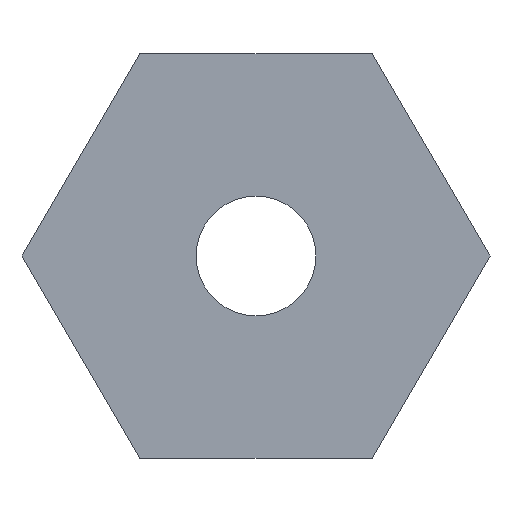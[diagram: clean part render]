
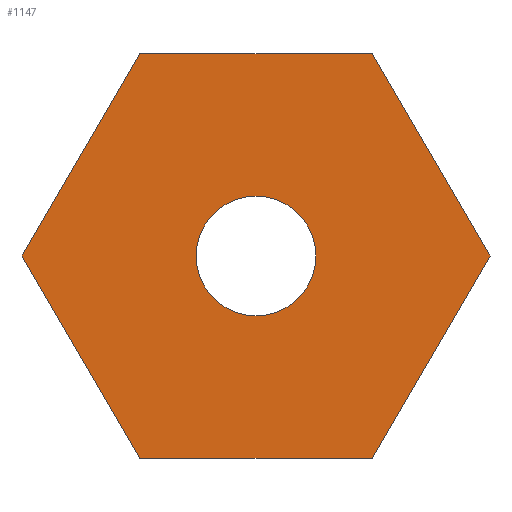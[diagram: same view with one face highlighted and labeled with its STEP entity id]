
A CAD part, front view. The second image highlights one B-rep face of the part: STEP entity #1147.
In plain terms, the highlighted planar face has unit normal (0, -1, 0).
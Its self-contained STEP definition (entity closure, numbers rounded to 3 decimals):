
#31 = DIRECTION ( 'NONE',  ( 0.504, 0., 0.864 ) ) ;
#39 = ORIENTED_EDGE ( 'NONE', *, *, #1729, .F. ) ;
#56 = AXIS2_PLACEMENT_3D ( 'NONE', #1180, #1872, #319 ) ;
#58 = AXIS2_PLACEMENT_3D ( 'NONE', #396, #583, #2093 ) ;
#71 = VERTEX_POINT ( 'NONE', #1939 ) ;
#118 = CIRCLE ( 'NONE', #1567, 4. ) ;
#134 = ORIENTED_EDGE ( 'NONE', *, *, #2147, .F. ) ;
#216 = EDGE_CURVE ( 'NONE', #1961, #370, #395, .T. ) ;
#246 = CARTESIAN_POINT ( 'NONE',  ( -7.75, 0., -13.5 ) ) ;
#286 = DIRECTION ( 'NONE',  ( 0.504, 0., -0.864 ) ) ;
#306 = EDGE_CURVE ( 'NONE', #1925, #71, #118, .T. ) ;
#313 = ORIENTED_EDGE ( 'NONE', *, *, #1234, .F. ) ;
#315 = CARTESIAN_POINT ( 'NONE',  ( 7.75, 0., 13.5 ) ) ;
#319 = DIRECTION ( 'NONE',  ( 0., 0., -1. ) ) ;
#370 = VERTEX_POINT ( 'NONE', #1054 ) ;
#395 = LINE ( 'NONE', #246, #1097 ) ;
#396 = CARTESIAN_POINT ( 'NONE',  ( 0., 0., 0. ) ) ;
#415 = VECTOR ( 'NONE', #31, 1000. ) ;
#418 = CIRCLE ( 'NONE', #58, 4. ) ;
#443 = CARTESIAN_POINT ( 'NONE',  ( 7.75, 0., -13.5 ) ) ;
#519 = CARTESIAN_POINT ( 'NONE',  ( 15.633, 0., 0. ) ) ;
#583 = DIRECTION ( 'NONE',  ( 0., -1., 0. ) ) ;
#596 = EDGE_CURVE ( 'NONE', #1263, #1961, #1339, .T. ) ;
#648 = DIRECTION ( 'NONE',  ( 1., 0., 0. ) ) ;
#651 = VERTEX_POINT ( 'NONE', #315 ) ;
#655 = LINE ( 'NONE', #1804, #1173 ) ;
#657 = CARTESIAN_POINT ( 'NONE',  ( 15.633, 0., 0. ) ) ;
#668 = PLANE ( 'NONE',  #56 ) ;
#682 = FACE_OUTER_BOUND ( 'NONE', #2083, .T. ) ;
#752 = DIRECTION ( 'NONE',  ( -1., 0., 0. ) ) ;
#800 = CARTESIAN_POINT ( 'NONE',  ( 7.75, 0., 13.5 ) ) ;
#810 = LINE ( 'NONE', #800, #1135 ) ;
#884 = VECTOR ( 'NONE', #1030, 1000. ) ;
#1011 = EDGE_CURVE ( 'NONE', #651, #1263, #1661, .T. ) ;
#1030 = DIRECTION ( 'NONE',  ( -0.504, 0., -0.864 ) ) ;
#1046 = ORIENTED_EDGE ( 'NONE', *, *, #1011, .F. ) ;
#1054 = CARTESIAN_POINT ( 'NONE',  ( -7.75, 0., -13.5 ) ) ;
#1067 = EDGE_CURVE ( 'NONE', #2067, #651, #810, .T. ) ;
#1097 = VECTOR ( 'NONE', #752, 1000. ) ;
#1135 = VECTOR ( 'NONE', #648, 1000. ) ;
#1147 = ADVANCED_FACE ( 'NONE', ( #2208, #682 ), #668, .T. ) ;
#1171 = VECTOR ( 'NONE', #286, 1000. ) ;
#1173 = VECTOR ( 'NONE', #1448, 1000. ) ;
#1180 = CARTESIAN_POINT ( 'NONE',  ( 0., 0., 0. ) ) ;
#1196 = ORIENTED_EDGE ( 'NONE', *, *, #216, .F. ) ;
#1225 = CARTESIAN_POINT ( 'NONE',  ( 0., 0., 0. ) ) ;
#1234 = EDGE_CURVE ( 'NONE', #1297, #2067, #1576, .T. ) ;
#1263 = VERTEX_POINT ( 'NONE', #519 ) ;
#1297 = VERTEX_POINT ( 'NONE', #1835 ) ;
#1300 = CARTESIAN_POINT ( 'NONE',  ( -7.75, 0., 13.5 ) ) ;
#1339 = LINE ( 'NONE', #1668, #884 ) ;
#1375 = DIRECTION ( 'NONE',  ( 0., 0., -1. ) ) ;
#1420 = EDGE_LOOP ( 'NONE', ( #1734, #134 ) ) ;
#1448 = DIRECTION ( 'NONE',  ( -0.504, 0., 0.864 ) ) ;
#1567 = AXIS2_PLACEMENT_3D ( 'NONE', #1225, #1599, #1375 ) ;
#1576 = LINE ( 'NONE', #1921, #415 ) ;
#1599 = DIRECTION ( 'NONE',  ( 0., -1., 0. ) ) ;
#1661 = LINE ( 'NONE', #657, #1171 ) ;
#1668 = CARTESIAN_POINT ( 'NONE',  ( 7.75, 0., -13.5 ) ) ;
#1729 = EDGE_CURVE ( 'NONE', #370, #1297, #655, .T. ) ;
#1734 = ORIENTED_EDGE ( 'NONE', *, *, #306, .F. ) ;
#1804 = CARTESIAN_POINT ( 'NONE',  ( -15.633, 0., 0. ) ) ;
#1835 = CARTESIAN_POINT ( 'NONE',  ( -15.633, 0., 0. ) ) ;
#1872 = DIRECTION ( 'NONE',  ( 0., -1., 0. ) ) ;
#1921 = CARTESIAN_POINT ( 'NONE',  ( -7.75, 0., 13.5 ) ) ;
#1925 = VERTEX_POINT ( 'NONE', #1990 ) ;
#1939 = CARTESIAN_POINT ( 'NONE',  ( 0., 0., 4. ) ) ;
#1961 = VERTEX_POINT ( 'NONE', #443 ) ;
#1981 = ORIENTED_EDGE ( 'NONE', *, *, #596, .F. ) ;
#1990 = CARTESIAN_POINT ( 'NONE',  ( 0., 0., -4. ) ) ;
#2067 = VERTEX_POINT ( 'NONE', #1300 ) ;
#2083 = EDGE_LOOP ( 'NONE', ( #39, #1196, #1981, #1046, #2112, #313 ) ) ;
#2093 = DIRECTION ( 'NONE',  ( 0., 0., -1. ) ) ;
#2112 = ORIENTED_EDGE ( 'NONE', *, *, #1067, .F. ) ;
#2147 = EDGE_CURVE ( 'NONE', #71, #1925, #418, .T. ) ;
#2208 = FACE_BOUND ( 'NONE', #1420, .T. ) ;
